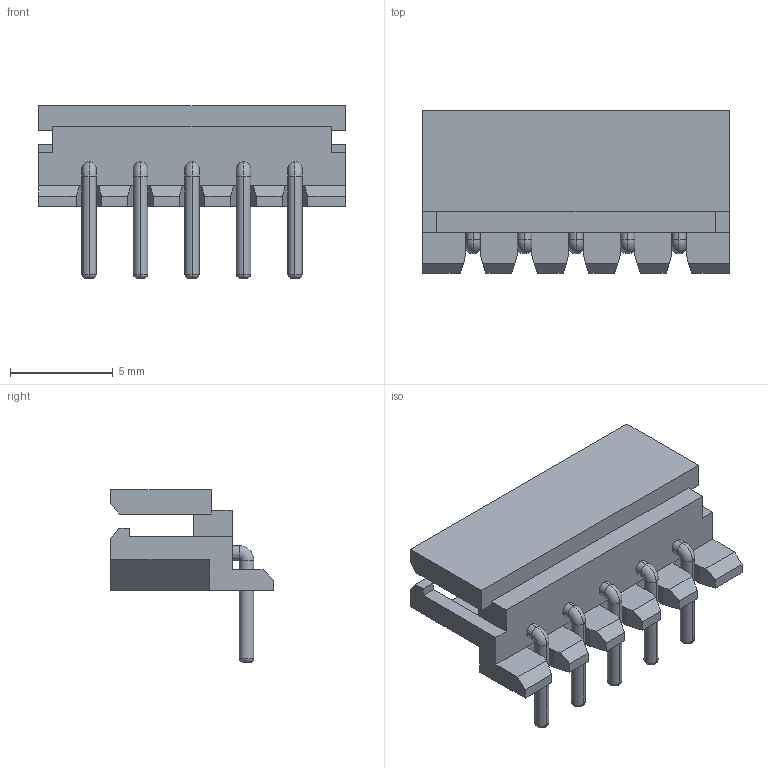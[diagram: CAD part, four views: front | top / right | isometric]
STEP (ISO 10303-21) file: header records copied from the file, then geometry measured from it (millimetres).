
FILE_DESCRIPTION(('STEP AP242'),'1');
FILE_NAME('22-05-7055.stp','2020-02-26T20:18:32',('TraceParts'),('TraceParts S.A.'),'Spatial InterOp 3D',' ',' ');
FILE_SCHEMA(('AP242_MANAGED_MODEL_BASED_3D_ENGINEERING_MIM_LF {1 0 10303 442 1 1 4}'));
Length unit declared in the file: millimetre
Products named in the file (1): 22-05-7055_1
Bounding box: 14.9 x 7.9 x 8.4 mm (x, y, z)
Volume: 259.4 mm3; surface area: 668.5 mm2
Topology: 1 solids, 1 shells, 174 faces, 459 edges, 319 vertices
Faces by surface type: plane 114, cylinder 30, bspline 20, torus 10
Entity records: 5670 total; most frequent: CARTESIAN_POINT 1420, DIRECTION 876, ORIENTED_EDGE 834, EDGE_CURVE 417, LINE 334, VECTOR 334, AXIS2_PLACEMENT_3D 271, VERTEX_POINT 255
